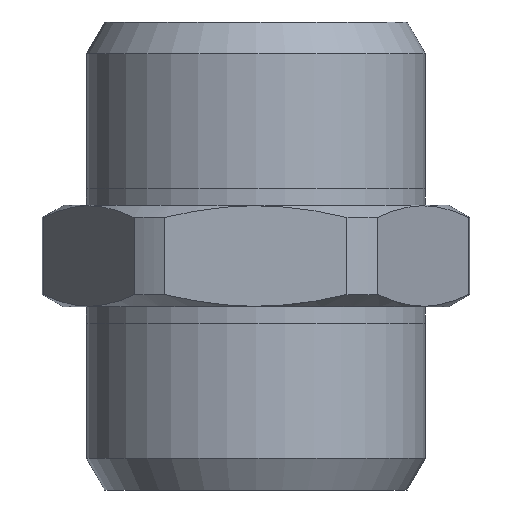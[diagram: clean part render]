
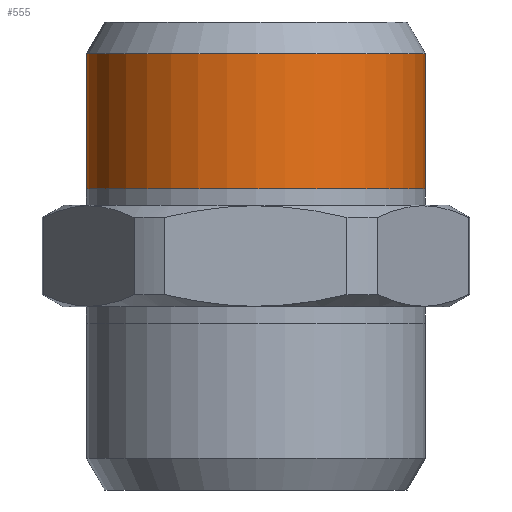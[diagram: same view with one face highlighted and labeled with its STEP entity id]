
A CAD part, front view. The second image highlights one B-rep face of the part: STEP entity #555.
In plain terms, the highlighted cylindrical face has radius 8.331 mm (diameter 16.662 mm), a full revolution.
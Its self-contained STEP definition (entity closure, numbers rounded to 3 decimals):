
#71=ORIENTED_EDGE('',*,*,#169,.T.);
#72=ORIENTED_EDGE('',*,*,#170,.F.);
#169=EDGE_CURVE('',#218,#218,#255,.T.);
#170=EDGE_CURVE('',#219,#219,#256,.T.);
#218=VERTEX_POINT('',#756);
#219=VERTEX_POINT('',#758);
#255=CIRCLE('',#587,8.331);
#256=CIRCLE('',#588,8.331);
#280=EDGE_LOOP('',(#71));
#281=EDGE_LOOP('',(#72));
#320=FACE_BOUND('',#280,.T.);
#321=FACE_BOUND('',#281,.T.);
#360=CYLINDRICAL_SURFACE('',#586,8.331);
#555=ADVANCED_FACE('',(#320,#321),#360,.T.);
#586=AXIS2_PLACEMENT_3D('',#754,#639,#640);
#587=AXIS2_PLACEMENT_3D('',#755,#641,#642);
#588=AXIS2_PLACEMENT_3D('',#757,#643,#644);
#639=DIRECTION('',(0.,0.,-1.));
#640=DIRECTION('',(-1.,0.,0.));
#641=DIRECTION('',(0.,0.,1.));
#642=DIRECTION('',(-1.,0.,0.));
#643=DIRECTION('',(0.,0.,1.));
#644=DIRECTION('',(1.,0.,0.));
#754=CARTESIAN_POINT('',(0.,0.,11.5));
#755=CARTESIAN_POINT('',(0.,0.,3.3));
#756=CARTESIAN_POINT('',(-8.331,0.,3.3));
#757=CARTESIAN_POINT('',(0.,0.,9.941));
#758=CARTESIAN_POINT('',(8.331,0.,9.941));
